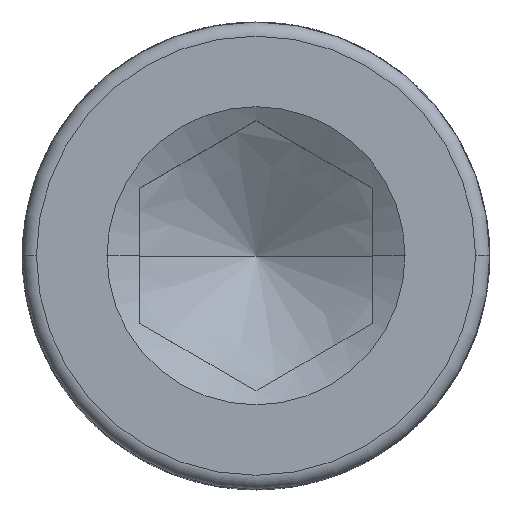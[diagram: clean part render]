
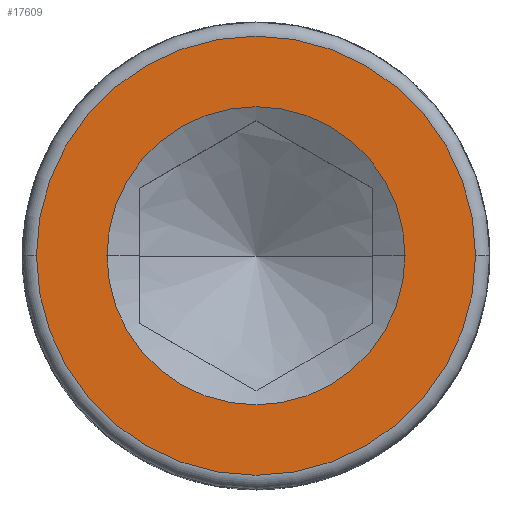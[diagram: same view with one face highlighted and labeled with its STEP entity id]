
A CAD part, top view. The second image highlights one B-rep face of the part: STEP entity #17609.
In plain terms, the highlighted planar face has unit normal (0, 0, 1).
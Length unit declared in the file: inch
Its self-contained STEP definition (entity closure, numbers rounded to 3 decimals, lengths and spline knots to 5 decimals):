
#234 = AXIS2_PLACEMENT_3D ( 'NONE', #4234, #15500, #8473 ) ;
#407 = DIRECTION ( 'NONE',  ( -1., 0., 0. ) ) ;
#500 = ORIENTED_EDGE ( 'NONE', *, *, #10326, .F. ) ;
#575 = AXIS2_PLACEMENT_3D ( 'NONE', #10155, #15776, #407 ) ;
#1441 = AXIS2_PLACEMENT_3D ( 'NONE', #10144, #10324, #1921 ) ;
#1842 = CARTESIAN_POINT ( 'NONE',  ( 0., 0., 0.97 ) ) ;
#1921 = DIRECTION ( 'NONE',  ( 1., 0., 0. ) ) ;
#2431 = FACE_OUTER_BOUND ( 'NONE', #16668, .T. ) ;
#2658 = CARTESIAN_POINT ( 'NONE',  ( 0.09963, 0., 0.97 ) ) ;
#2819 = AXIS2_PLACEMENT_3D ( 'NONE', #11563, #14490, #4559 ) ;
#3195 = VERTEX_POINT ( 'NONE', #7505 ) ;
#3410 = CIRCLE ( 'NONE', #2819, 0.09963 ) ;
#3645 = CIRCLE ( 'NONE', #4821, 0.14675 ) ;
#4234 = CARTESIAN_POINT ( 'NONE',  ( 0., 0., 0.97 ) ) ;
#4559 = DIRECTION ( 'NONE',  ( 1., 0., 0. ) ) ;
#4821 = AXIS2_PLACEMENT_3D ( 'NONE', #1842, #15758, #17041 ) ;
#6129 = VERTEX_POINT ( 'NONE', #11873 ) ;
#6442 = EDGE_CURVE ( 'NONE', #6129, #16346, #13019, .T. ) ;
#7505 = CARTESIAN_POINT ( 'NONE',  ( -0.14675, 0., 0.97 ) ) ;
#8473 = DIRECTION ( 'NONE',  ( 1., 0., 0. ) ) ;
#8521 = EDGE_LOOP ( 'NONE', ( #12193, #14323 ) ) ;
#10144 = CARTESIAN_POINT ( 'NONE',  ( 0., 0.14675, 0.97 ) ) ;
#10155 = CARTESIAN_POINT ( 'NONE',  ( 0., 0., 0.97 ) ) ;
#10324 = DIRECTION ( 'NONE',  ( 0., 0., 1. ) ) ;
#10326 = EDGE_CURVE ( 'NONE', #17619, #3195, #16603, .T. ) ;
#11563 = CARTESIAN_POINT ( 'NONE',  ( 0., 0., 0.97 ) ) ;
#11873 = CARTESIAN_POINT ( 'NONE',  ( -0.09963, 0., 0.97 ) ) ;
#12193 = ORIENTED_EDGE ( 'NONE', *, *, #12570, .F. ) ;
#12472 = EDGE_CURVE ( 'NONE', #3195, #17619, #3645, .T. ) ;
#12538 = FACE_BOUND ( 'NONE', #8521, .T. ) ;
#12570 = EDGE_CURVE ( 'NONE', #16346, #6129, #3410, .T. ) ;
#13019 = CIRCLE ( 'NONE', #234, 0.09963 ) ;
#14323 = ORIENTED_EDGE ( 'NONE', *, *, #6442, .F. ) ;
#14490 = DIRECTION ( 'NONE',  ( 0., 0., 1. ) ) ;
#15500 = DIRECTION ( 'NONE',  ( 0., 0., 1. ) ) ;
#15758 = DIRECTION ( 'NONE',  ( 0., 0., -1. ) ) ;
#15765 = CARTESIAN_POINT ( 'NONE',  ( 0.14675, 0., 0.97 ) ) ;
#15776 = DIRECTION ( 'NONE',  ( 0., 0., -1. ) ) ;
#16346 = VERTEX_POINT ( 'NONE', #2658 ) ;
#16603 = CIRCLE ( 'NONE', #575, 0.14675 ) ;
#16668 = EDGE_LOOP ( 'NONE', ( #18073, #500 ) ) ;
#17041 = DIRECTION ( 'NONE',  ( -1., 0., 0. ) ) ;
#17281 = PLANE ( 'NONE',  #1441 ) ;
#17609 = ADVANCED_FACE ( 'NONE', ( #12538, #2431 ), #17281, .T. ) ;
#17619 = VERTEX_POINT ( 'NONE', #15765 ) ;
#18073 = ORIENTED_EDGE ( 'NONE', *, *, #12472, .F. ) ;
